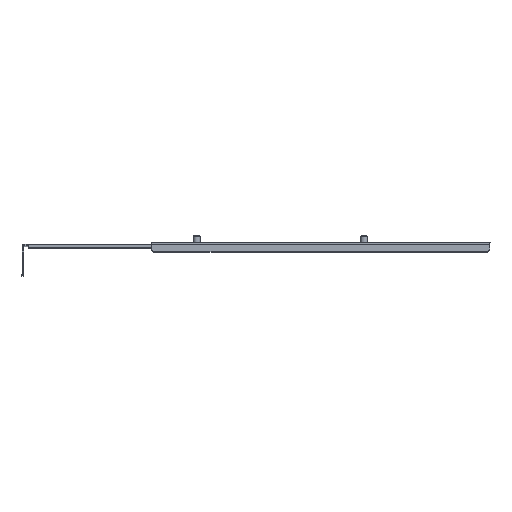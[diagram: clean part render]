
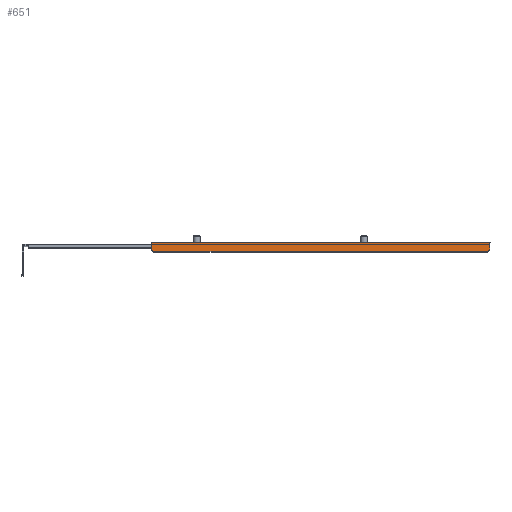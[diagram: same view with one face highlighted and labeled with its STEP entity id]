
A CAD part, top view. The second image highlights one B-rep face of the part: STEP entity #651.
In plain terms, the highlighted planar face has unit normal (0, 0, 1).
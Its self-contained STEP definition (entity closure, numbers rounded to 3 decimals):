
#30 = EDGE_CURVE ( 'NONE', #4667, #7734, #4060, .T. ) ;
#51 = CARTESIAN_POINT ( 'NONE',  ( -303.5, 3., 247.25 ) ) ;
#198 = EDGE_CURVE ( 'NONE', #471, #5630, #4436, .T. ) ;
#248 = EDGE_CURVE ( 'NONE', #6872, #7958, #7871, .T. ) ;
#285 = EDGE_CURVE ( 'NONE', #6872, #2382, #1408, .T. ) ;
#461 = ORIENTED_EDGE ( 'NONE', *, *, #30, .T. ) ;
#471 = VERTEX_POINT ( 'NONE', #8015 ) ;
#489 = EDGE_CURVE ( 'NONE', #471, #2382, #2454, .T. ) ;
#603 = VECTOR ( 'NONE', #9614, 1000. ) ;
#651 = ADVANCED_FACE ( 'NONE', ( #8895 ), #8261, .F. ) ;
#836 = ORIENTED_EDGE ( 'NONE', *, *, #198, .F. ) ;
#838 = CARTESIAN_POINT ( 'NONE',  ( 0., 3., 247.25 ) ) ;
#1066 = CARTESIAN_POINT ( 'NONE',  ( 0., -5., 247.25 ) ) ;
#1194 = CARTESIAN_POINT ( 'NONE',  ( -303.5, 1.5, 247.25 ) ) ;
#1346 = EDGE_LOOP ( 'NONE', ( #836, #4527, #2319, #7403, #7132, #7467, #461, #5147 ) ) ;
#1408 = LINE ( 'NONE', #2255, #6159 ) ;
#1619 = VECTOR ( 'NONE', #9629, 1000. ) ;
#1871 = VERTEX_POINT ( 'NONE', #7166 ) ;
#2109 = VECTOR ( 'NONE', #8593, 1000. ) ;
#2255 = CARTESIAN_POINT ( 'NONE',  ( -303.5, -5., 247.25 ) ) ;
#2319 = ORIENTED_EDGE ( 'NONE', *, *, #285, .F. ) ;
#2382 = VERTEX_POINT ( 'NONE', #3273 ) ;
#2454 = LINE ( 'NONE', #3147, #603 ) ;
#2606 = DIRECTION ( 'NONE',  ( 0., -1., 0. ) ) ;
#2730 = CARTESIAN_POINT ( 'NONE',  ( -2., -5., 247.25 ) ) ;
#3147 = CARTESIAN_POINT ( 'NONE',  ( -301.5, -5., 247.25 ) ) ;
#3159 = EDGE_CURVE ( 'NONE', #1871, #7958, #7457, .T. ) ;
#3273 = CARTESIAN_POINT ( 'NONE',  ( -301.5, -5., 247.25 ) ) ;
#3334 = LINE ( 'NONE', #4022, #4835 ) ;
#3410 = DIRECTION ( 'NONE',  ( 0., 0., -1. ) ) ;
#3886 = DIRECTION ( 'NONE',  ( 0., 1., 0. ) ) ;
#4022 = CARTESIAN_POINT ( 'NONE',  ( -303.5, 0., 247.25 ) ) ;
#4060 = LINE ( 'NONE', #5791, #1619 ) ;
#4436 = LINE ( 'NONE', #1194, #5483 ) ;
#4527 = ORIENTED_EDGE ( 'NONE', *, *, #489, .T. ) ;
#4549 = DIRECTION ( 'NONE',  ( 0., 1., 0. ) ) ;
#4636 = CARTESIAN_POINT ( 'NONE',  ( 0., 0.5, 247.25 ) ) ;
#4667 = VERTEX_POINT ( 'NONE', #838 ) ;
#4693 = VECTOR ( 'NONE', #3886, 1000. ) ;
#4742 = CARTESIAN_POINT ( 'NONE',  ( 0., -3., 247.25 ) ) ;
#4835 = VECTOR ( 'NONE', #6533, 1000. ) ;
#5143 = CARTESIAN_POINT ( 'NONE',  ( 0., 0., 247.25 ) ) ;
#5147 = ORIENTED_EDGE ( 'NONE', *, *, #9526, .F. ) ;
#5323 = CARTESIAN_POINT ( 'NONE',  ( 0., -3., 247.25 ) ) ;
#5483 = VECTOR ( 'NONE', #4549, 1000. ) ;
#5581 = DIRECTION ( 'NONE',  ( -1., 0., 0. ) ) ;
#5630 = VERTEX_POINT ( 'NONE', #10129 ) ;
#5791 = CARTESIAN_POINT ( 'NONE',  ( 0., 3., 247.25 ) ) ;
#6159 = VECTOR ( 'NONE', #5581, 1000. ) ;
#6533 = DIRECTION ( 'NONE',  ( 0., 1., 0. ) ) ;
#6872 = VERTEX_POINT ( 'NONE', #2730 ) ;
#7132 = ORIENTED_EDGE ( 'NONE', *, *, #3159, .F. ) ;
#7166 = CARTESIAN_POINT ( 'NONE',  ( 0., 0.5, 247.25 ) ) ;
#7219 = VECTOR ( 'NONE', #9086, 1000. ) ;
#7403 = ORIENTED_EDGE ( 'NONE', *, *, #248, .T. ) ;
#7457 = LINE ( 'NONE', #1066, #7219 ) ;
#7467 = ORIENTED_EDGE ( 'NONE', *, *, #10212, .T. ) ;
#7734 = VERTEX_POINT ( 'NONE', #51 ) ;
#7871 = LINE ( 'NONE', #4742, #2109 ) ;
#7958 = VERTEX_POINT ( 'NONE', #5323 ) ;
#8015 = CARTESIAN_POINT ( 'NONE',  ( -303.5, -3., 247.25 ) ) ;
#8261 = PLANE ( 'NONE',  #9305 ) ;
#8593 = DIRECTION ( 'NONE',  ( 0.707, 0.707, 0. ) ) ;
#8895 = FACE_OUTER_BOUND ( 'NONE', #1346, .T. ) ;
#9086 = DIRECTION ( 'NONE',  ( 0., -1., 0. ) ) ;
#9305 = AXIS2_PLACEMENT_3D ( 'NONE', #5143, #3410, #2606 ) ;
#9526 = EDGE_CURVE ( 'NONE', #5630, #7734, #3334, .T. ) ;
#9614 = DIRECTION ( 'NONE',  ( 0.707, -0.707, 0. ) ) ;
#9629 = DIRECTION ( 'NONE',  ( -1., 0., 0. ) ) ;
#10047 = LINE ( 'NONE', #4636, #4693 ) ;
#10129 = CARTESIAN_POINT ( 'NONE',  ( -303.5, 0.5, 247.25 ) ) ;
#10212 = EDGE_CURVE ( 'NONE', #1871, #4667, #10047, .T. ) ;
